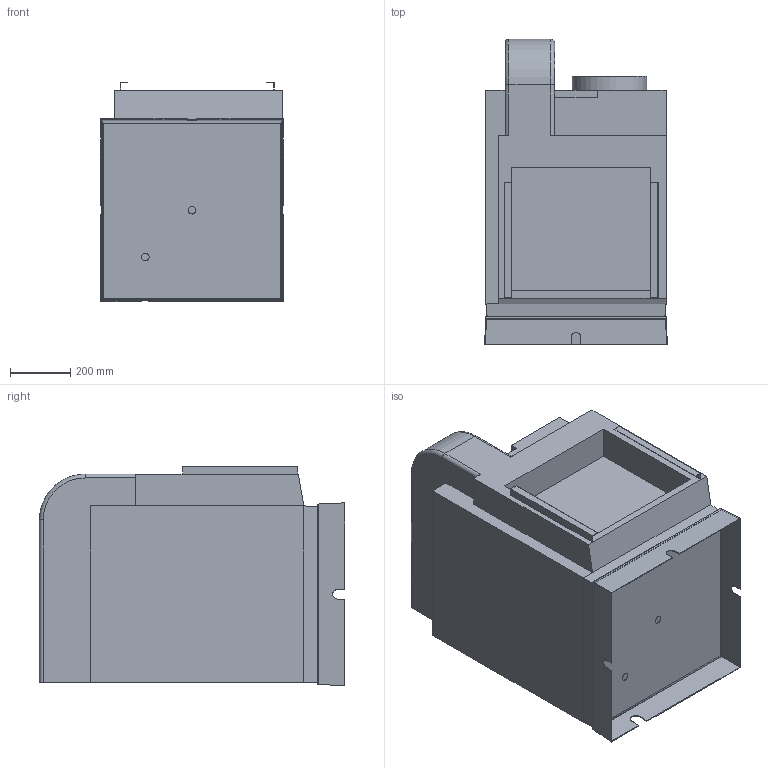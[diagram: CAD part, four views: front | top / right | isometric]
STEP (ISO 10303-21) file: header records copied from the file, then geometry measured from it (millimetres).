
FILE_DESCRIPTION (( 'STEP AP214' ), '1' );
FILE_NAME ('AZ9V ASM Model.STEP', '2022-08-23T17:30:57', ( '' ), ( '' ), 'SwSTEP 2.0', 'SolidWorks 2019', '' );
FILE_SCHEMA (( 'AUTOMOTIVE_DESIGN' ));
Length unit declared in the file: inch
Products named in the file (3): RAVDPLAT; AZ9V ASM Model; AZ9V Model
Assembly tree (2 placements, depth 2):
  AZ9V ASM Model
    AZ9V Model
    RAVDPLAT
Bounding box: 608.84 x 1017.06 x 730.39 mm (x, y, z)
Volume: 231937938.9 mm3; surface area: 5734085 mm2
Topology: 2 solids, 2 shells, 105 faces, 275 edges, 181 vertices
Faces by surface type: plane 86, cylinder 17, torus 2
Entity records: 4687 total; most frequent: CARTESIAN_POINT 1061, ORIENTED_EDGE 550, DIRECTION 501, EDGE_CURVE 275, LINE 225, VECTOR 225, VERTEX_POINT 181, AXIS2_PLACEMENT_3D 138
